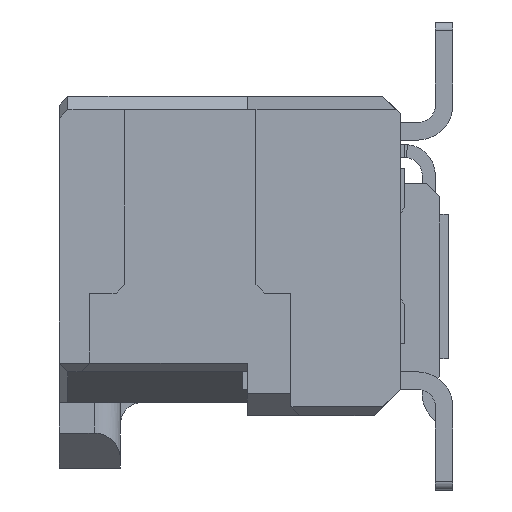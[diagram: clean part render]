
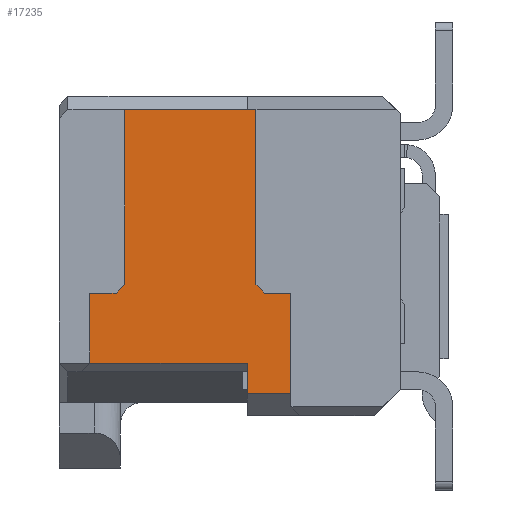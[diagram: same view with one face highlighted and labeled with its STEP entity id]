
A CAD part, left-side view. The second image highlights one B-rep face of the part: STEP entity #17235.
In plain terms, the highlighted planar face has unit normal (-1, 0, 0).
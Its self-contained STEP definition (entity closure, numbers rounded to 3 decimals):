
#200 = VERTEX_POINT ( 'NONE', #23713 ) ;
#401 = CARTESIAN_POINT ( 'NONE',  ( -9.55, 4., -2.25 ) ) ;
#661 = DIRECTION ( 'NONE',  ( 0., -1., 0. ) ) ;
#974 = LINE ( 'NONE', #20503, #6822 ) ;
#1340 = DIRECTION ( 'NONE',  ( 0., 1., 0. ) ) ;
#1498 = VECTOR ( 'NONE', #19745, 1000. ) ;
#1824 = VECTOR ( 'NONE', #22472, 1000. ) ;
#2632 = DIRECTION ( 'NONE',  ( -1., 0., 0. ) ) ;
#3040 = VECTOR ( 'NONE', #1340, 1000. ) ;
#3118 = ORIENTED_EDGE ( 'NONE', *, *, #8841, .T. ) ;
#3304 = ORIENTED_EDGE ( 'NONE', *, *, #21996, .F. ) ;
#4093 = CARTESIAN_POINT ( 'NONE',  ( -9.55, 2.2, -3.05 ) ) ;
#4632 = DIRECTION ( 'NONE',  ( 0., 0., 1. ) ) ;
#4982 = CARTESIAN_POINT ( 'NONE',  ( -9.55, 2.1, 0. ) ) ;
#5012 = ORIENTED_EDGE ( 'NONE', *, *, #10127, .T. ) ;
#5296 = DIRECTION ( 'NONE',  ( 0., 0., -1. ) ) ;
#5806 = DIRECTION ( 'NONE',  ( 0., 1., 0. ) ) ;
#5842 = VERTEX_POINT ( 'NONE', #8525 ) ;
#6090 = LINE ( 'NONE', #15692, #19302 ) ;
#6229 = LINE ( 'NONE', #20323, #31849 ) ;
#6728 = EDGE_CURVE ( 'NONE', #10724, #22031, #974, .T. ) ;
#6809 = CARTESIAN_POINT ( 'NONE',  ( -9.55, 4., -3.05 ) ) ;
#6822 = VECTOR ( 'NONE', #661, 1000. ) ;
#7034 = ORIENTED_EDGE ( 'NONE', *, *, #20686, .T. ) ;
#7039 = ORIENTED_EDGE ( 'NONE', *, *, #6728, .F. ) ;
#7106 = DIRECTION ( 'NONE',  ( 0., 0., 1. ) ) ;
#7154 = VECTOR ( 'NONE', #15181, 1000. ) ;
#7233 = CARTESIAN_POINT ( 'NONE',  ( -9.55, 1.7, -2.25 ) ) ;
#7815 = ORIENTED_EDGE ( 'NONE', *, *, #28068, .T. ) ;
#8251 = CARTESIAN_POINT ( 'NONE',  ( -9.55, 1.7, -3.4 ) ) ;
#8525 = CARTESIAN_POINT ( 'NONE',  ( -9.55, 2.2, -3.4 ) ) ;
#8563 = DIRECTION ( 'NONE',  ( 0., 0., -1. ) ) ;
#8841 = EDGE_CURVE ( 'NONE', #24979, #22031, #31930, .T. ) ;
#8955 = CARTESIAN_POINT ( 'NONE',  ( -9.55, -2.044, -3.05 ) ) ;
#9156 = VECTOR ( 'NONE', #24034, 1000. ) ;
#9660 = CARTESIAN_POINT ( 'NONE',  ( -9.55, 1.7, 0. ) ) ;
#9931 = CARTESIAN_POINT ( 'NONE',  ( -9.55, 3.9, 0. ) ) ;
#10127 = EDGE_CURVE ( 'NONE', #200, #23046, #26792, .T. ) ;
#10256 = EDGE_LOOP ( 'NONE', ( #3118, #7039, #7034, #28557, #28849, #3304, #29458, #17417, #7815, #15932, #30039, #27866, #5012, #10519 ) ) ;
#10393 = VERTEX_POINT ( 'NONE', #8251 ) ;
#10519 = ORIENTED_EDGE ( 'NONE', *, *, #18472, .T. ) ;
#10573 = DIRECTION ( 'NONE',  ( 0., 0., -1. ) ) ;
#10659 = CARTESIAN_POINT ( 'NONE',  ( -9.55, 1.8, -0.85 ) ) ;
#10724 = VERTEX_POINT ( 'NONE', #32116 ) ;
#10950 = CARTESIAN_POINT ( 'NONE',  ( -9.55, 3.6, 0. ) ) ;
#11131 = CARTESIAN_POINT ( 'NONE',  ( -9.55, 3.6, -0.85 ) ) ;
#11362 = EDGE_CURVE ( 'NONE', #5842, #10393, #21208, .T. ) ;
#12308 = LINE ( 'NONE', #7233, #22806 ) ;
#12856 = VERTEX_POINT ( 'NONE', #19941 ) ;
#13393 = CARTESIAN_POINT ( 'NONE',  ( -9.55, 3.6, -0.15 ) ) ;
#14374 = CARTESIAN_POINT ( 'NONE',  ( -9.55, 1.8, -2.15 ) ) ;
#15181 = DIRECTION ( 'NONE',  ( 0., 0.707, -0.707 ) ) ;
#15490 = VERTEX_POINT ( 'NONE', #401 ) ;
#15692 = CARTESIAN_POINT ( 'NONE',  ( -9.55, 3.9, -0.85 ) ) ;
#15932 = ORIENTED_EDGE ( 'NONE', *, *, #28722, .T. ) ;
#16972 = CARTESIAN_POINT ( 'NONE',  ( -9.55, 2.2, 0. ) ) ;
#17186 = LINE ( 'NONE', #22747, #30429 ) ;
#17235 = ADVANCED_FACE ( 'NONE', ( #24268 ), #17499, .T. ) ;
#17417 = ORIENTED_EDGE ( 'NONE', *, *, #11362, .T. ) ;
#17499 = PLANE ( 'NONE',  #27965 ) ;
#17898 = LINE ( 'NONE', #23306, #22166 ) ;
#18472 = EDGE_CURVE ( 'NONE', #23046, #24979, #17186, .T. ) ;
#18702 = VECTOR ( 'NONE', #8563, 1000. ) ;
#19302 = VECTOR ( 'NONE', #5806, 1000. ) ;
#19649 = EDGE_CURVE ( 'NONE', #25431, #20356, #17898, .T. ) ;
#19745 = DIRECTION ( 'NONE',  ( 0., 0., 1. ) ) ;
#19941 = CARTESIAN_POINT ( 'NONE',  ( -9.55, 1.7, -2.25 ) ) ;
#19999 = LINE ( 'NONE', #16972, #9156 ) ;
#20066 = CARTESIAN_POINT ( 'NONE',  ( -9.55, 3.9, -3.4 ) ) ;
#20108 = LINE ( 'NONE', #9660, #25958 ) ;
#20323 = CARTESIAN_POINT ( 'NONE',  ( -9.55, 3.9, 0. ) ) ;
#20356 = VERTEX_POINT ( 'NONE', #14374 ) ;
#20503 = CARTESIAN_POINT ( 'NONE',  ( -9.55, 3.6, -0.85 ) ) ;
#20686 = EDGE_CURVE ( 'NONE', #10724, #22299, #6229, .T. ) ;
#21208 = LINE ( 'NONE', #20066, #1824 ) ;
#21996 = EDGE_CURVE ( 'NONE', #27947, #31368, #31026, .T. ) ;
#22031 = VERTEX_POINT ( 'NONE', #11131 ) ;
#22091 = CARTESIAN_POINT ( 'NONE',  ( -9.55, 2.1, -0.15 ) ) ;
#22166 = VECTOR ( 'NONE', #25820, 1000. ) ;
#22299 = VERTEX_POINT ( 'NONE', #23786 ) ;
#22472 = DIRECTION ( 'NONE',  ( 0., -1., 0. ) ) ;
#22747 = CARTESIAN_POINT ( 'NONE',  ( -9.55, 3.9, -0.15 ) ) ;
#22806 = VECTOR ( 'NONE', #24599, 1000. ) ;
#22893 = CARTESIAN_POINT ( 'NONE',  ( -9.55, 3.9, -2.15 ) ) ;
#23046 = VERTEX_POINT ( 'NONE', #22091 ) ;
#23106 = VECTOR ( 'NONE', #5296, 1000. ) ;
#23306 = CARTESIAN_POINT ( 'NONE',  ( -9.55, 1.8, 0. ) ) ;
#23589 = EDGE_CURVE ( 'NONE', #27947, #5842, #19999, .T. ) ;
#23713 = CARTESIAN_POINT ( 'NONE',  ( -9.55, 2.1, -0.85 ) ) ;
#23786 = CARTESIAN_POINT ( 'NONE',  ( -9.55, 3.9, -2.15 ) ) ;
#23893 = LINE ( 'NONE', #29759, #23106 ) ;
#24034 = DIRECTION ( 'NONE',  ( 0., 0., -1. ) ) ;
#24268 = FACE_OUTER_BOUND ( 'NONE', #10256, .T. ) ;
#24599 = DIRECTION ( 'NONE',  ( 0., 0.707, 0.707 ) ) ;
#24979 = VERTEX_POINT ( 'NONE', #13393 ) ;
#25253 = DIRECTION ( 'NONE',  ( 0., 1., 0. ) ) ;
#25431 = VERTEX_POINT ( 'NONE', #10659 ) ;
#25820 = DIRECTION ( 'NONE',  ( 0., 0., -1. ) ) ;
#25958 = VECTOR ( 'NONE', #4632, 1000. ) ;
#26792 = LINE ( 'NONE', #4982, #1498 ) ;
#27866 = ORIENTED_EDGE ( 'NONE', *, *, #28239, .T. ) ;
#27947 = VERTEX_POINT ( 'NONE', #4093 ) ;
#27965 = AXIS2_PLACEMENT_3D ( 'NONE', #9931, #2632, #7106 ) ;
#28068 = EDGE_CURVE ( 'NONE', #10393, #12856, #20108, .T. ) ;
#28239 = EDGE_CURVE ( 'NONE', #25431, #200, #6090, .T. ) ;
#28557 = ORIENTED_EDGE ( 'NONE', *, *, #31009, .T. ) ;
#28722 = EDGE_CURVE ( 'NONE', #12856, #20356, #12308, .T. ) ;
#28849 = ORIENTED_EDGE ( 'NONE', *, *, #29746, .T. ) ;
#29323 = LINE ( 'NONE', #22893, #7154 ) ;
#29458 = ORIENTED_EDGE ( 'NONE', *, *, #23589, .T. ) ;
#29746 = EDGE_CURVE ( 'NONE', #15490, #31368, #23893, .T. ) ;
#29759 = CARTESIAN_POINT ( 'NONE',  ( -9.55, 4., 0. ) ) ;
#30039 = ORIENTED_EDGE ( 'NONE', *, *, #19649, .F. ) ;
#30429 = VECTOR ( 'NONE', #25253, 1000. ) ;
#31009 = EDGE_CURVE ( 'NONE', #22299, #15490, #29323, .T. ) ;
#31026 = LINE ( 'NONE', #8955, #3040 ) ;
#31368 = VERTEX_POINT ( 'NONE', #6809 ) ;
#31849 = VECTOR ( 'NONE', #10573, 1000. ) ;
#31930 = LINE ( 'NONE', #10950, #18702 ) ;
#32116 = CARTESIAN_POINT ( 'NONE',  ( -9.55, 3.9, -0.85 ) ) ;
